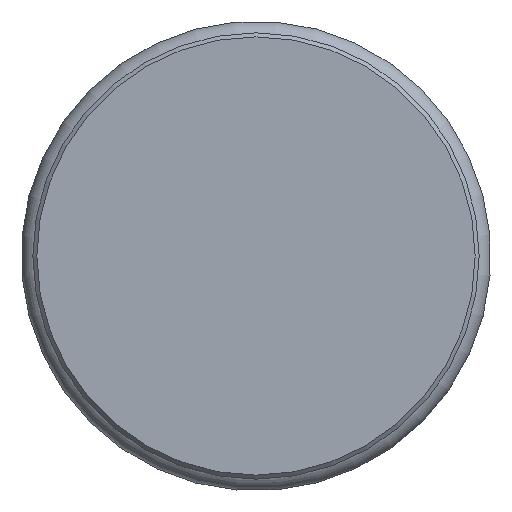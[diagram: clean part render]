
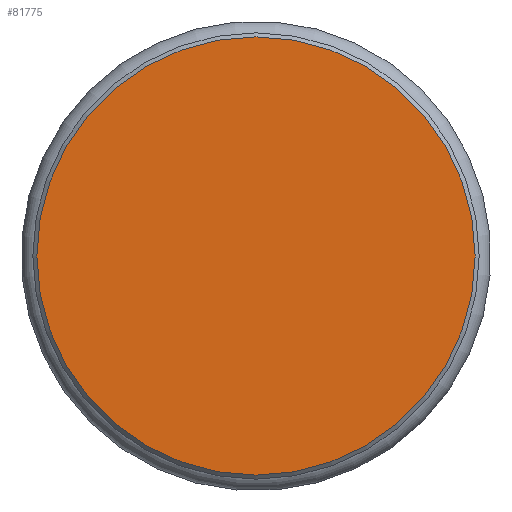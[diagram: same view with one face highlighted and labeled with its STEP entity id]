
A CAD part, left-side view. The second image highlights one B-rep face of the part: STEP entity #81775.
In plain terms, the highlighted planar face has unit normal (-1, 0, 0).
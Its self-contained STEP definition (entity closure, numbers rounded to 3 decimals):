
#81692=CARTESIAN_POINT('',(0.0,10.8,0.));
#81693=VERTEX_POINT('',#81692);
#81694=CARTESIAN_POINT('',(0.0,0.0,0.0));
#81695=DIRECTION('',(1.0,0.0,0.0));
#81696=DIRECTION('',(0.0,-1.0,0.0));
#81697=AXIS2_PLACEMENT_3D('',#81694,#81695,#81696);
#81698=CIRCLE('',#81697,10.8);
#81699=EDGE_CURVE('',#81693,#81693,#81698,.T.);
#81767=CARTESIAN_POINT('',(0.0,8.525,0.0));
#81768=DIRECTION('',(-1.0,0.0,0.0));
#81769=DIRECTION('',(0.0,0.0,1.0));
#81770=AXIS2_PLACEMENT_3D('',#81767,#81768,#81769);
#81771=PLANE('',#81770);
#81772=ORIENTED_EDGE('',*,*,#81699,.F.);
#81773=EDGE_LOOP('',(#81772));
#81774=FACE_OUTER_BOUND('',#81773,.T.);
#81775=ADVANCED_FACE('',(#81774),#81771,.T.);
